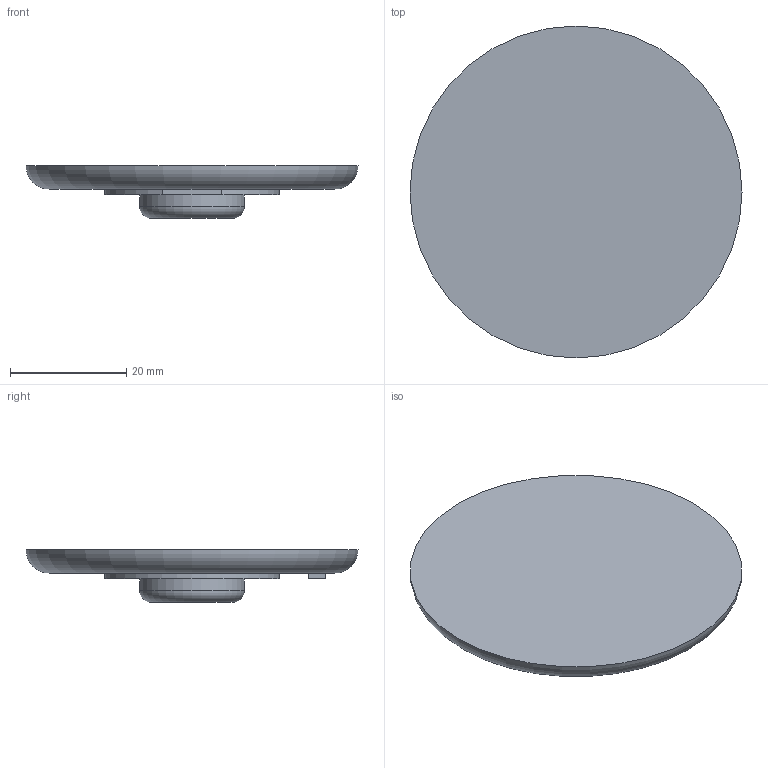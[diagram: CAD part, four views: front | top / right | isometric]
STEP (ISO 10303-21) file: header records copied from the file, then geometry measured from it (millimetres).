
FILE_DESCRIPTION(/* description */ (''),/* implementation_level */ '2;1');
FILE_NAME(/* name */ '8ohm_1watt_speaker v3.step',/* time_stamp */ '2019-08-07T15:15:43+07:00',/* author */ (''),/* organization */ (''),/* preprocessor_version */ 'ST-DEVELOPER v18',/* originating_system */ 'Autodesk Translation Framework v8.2.0.1029',/* authorisation */ '');
FILE_SCHEMA (('AUTOMOTIVE_DESIGN { 1 0 10303 214 3 1 1 }'));
Length unit declared in the file: millimetre
Products named in the file (1): 8ohm_1watt_speaker
Bounding box: 57 x 57 x 9 mm (x, y, z)
Volume: 11320 mm3; surface area: 5801.4 mm2
Topology: 1 solids, 1 shells, 13 faces, 30 edges, 22 vertices
Faces by surface type: plane 9, torus 2, cylinder 2
Full cylindrical faces by diameter (mm): 18 x1, 30 x1
Entity records: 437 total; most frequent: DIRECTION 74, CARTESIAN_POINT 66, ORIENTED_EDGE 60, EDGE_CURVE 30, AXIS2_PLACEMENT_3D 30, VERTEX_POINT 22, CIRCLE 16, EDGE_LOOP 16
